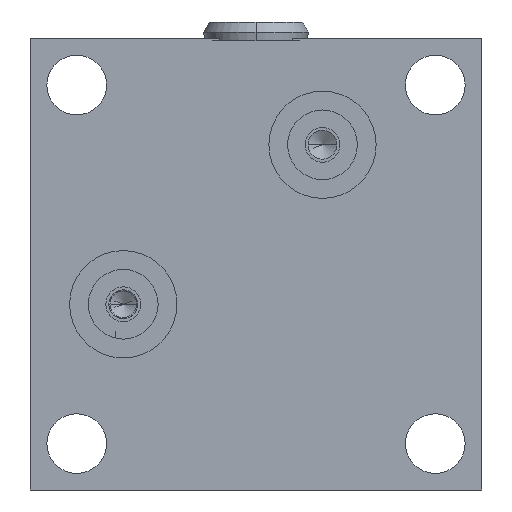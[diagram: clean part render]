
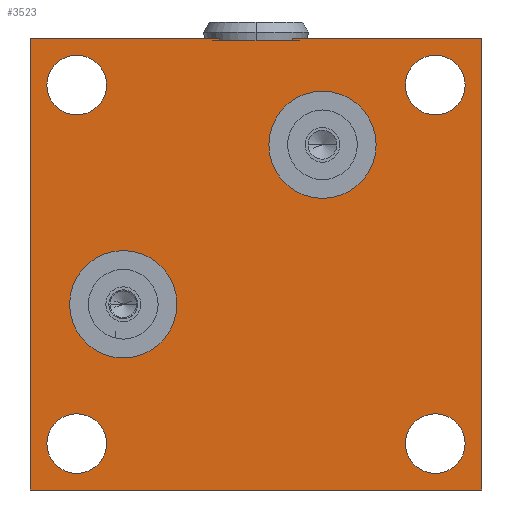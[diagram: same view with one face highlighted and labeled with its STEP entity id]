
A CAD part, front view. The second image highlights one B-rep face of the part: STEP entity #3523.
In plain terms, the highlighted planar face has unit normal (0, -1, 0).
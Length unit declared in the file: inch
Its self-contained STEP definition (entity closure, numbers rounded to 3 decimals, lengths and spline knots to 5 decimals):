
#74=DIRECTION('',(1.,0.,0.));
#75=VECTOR('',#74,2.125);
#76=CARTESIAN_POINT('',(-1.0625,-0.718,-1.0625));
#77=LINE('',#76,#75);
#268=DIRECTION('',(0.,0.,1.));
#269=VECTOR('',#268,2.125);
#270=CARTESIAN_POINT('',(1.0625,-0.718,-1.0625));
#271=LINE('',#270,#269);
#312=CARTESIAN_POINT('',(-0.844,-0.718,-0.844));
#313=DIRECTION('',(0.,1.,0.));
#314=DIRECTION('',(1.,0.,0.));
#315=AXIS2_PLACEMENT_3D('',#312,#313,#314);
#317=CARTESIAN_POINT('',(-0.844,-0.718,-0.844));
#318=DIRECTION('',(0.,1.,0.));
#319=DIRECTION('',(-1.,0.,0.));
#320=AXIS2_PLACEMENT_3D('',#317,#318,#319);
#322=CARTESIAN_POINT('',(-0.844,-0.718,0.844));
#323=DIRECTION('',(0.,1.,0.));
#324=DIRECTION('',(1.,0.,0.));
#325=AXIS2_PLACEMENT_3D('',#322,#323,#324);
#327=CARTESIAN_POINT('',(-0.844,-0.718,0.844));
#328=DIRECTION('',(0.,1.,0.));
#329=DIRECTION('',(-1.,0.,0.));
#330=AXIS2_PLACEMENT_3D('',#327,#328,#329);
#332=CARTESIAN_POINT('',(0.844,-0.718,0.844));
#333=DIRECTION('',(0.,1.,0.));
#334=DIRECTION('',(1.,0.,0.));
#335=AXIS2_PLACEMENT_3D('',#332,#333,#334);
#337=CARTESIAN_POINT('',(0.844,-0.718,0.844));
#338=DIRECTION('',(0.,1.,0.));
#339=DIRECTION('',(-1.,0.,0.));
#340=AXIS2_PLACEMENT_3D('',#337,#338,#339);
#342=CARTESIAN_POINT('',(0.844,-0.718,-0.844));
#343=DIRECTION('',(0.,1.,0.));
#344=DIRECTION('',(1.,0.,0.));
#345=AXIS2_PLACEMENT_3D('',#342,#343,#344);
#347=CARTESIAN_POINT('',(0.844,-0.718,-0.844));
#348=DIRECTION('',(0.,1.,0.));
#349=DIRECTION('',(-1.,0.,0.));
#350=AXIS2_PLACEMENT_3D('',#347,#348,#349);
#352=DIRECTION('',(-1.,0.,0.));
#353=VECTOR('',#352,0.34369);
#354=CARTESIAN_POINT('',(0.17185,-0.718,1.0525));
#355=LINE('',#354,#353);
#356=DIRECTION('',(0.,0.,1.));
#357=VECTOR('',#356,0.01);
#358=CARTESIAN_POINT('',(0.17185,-0.718,1.0525));
#359=LINE('',#358,#357);
#360=DIRECTION('',(0.,0.,1.));
#361=VECTOR('',#360,2.125);
#362=CARTESIAN_POINT('',(-1.0625,-0.718,-1.0625));
#363=LINE('',#362,#361);
#364=DIRECTION('',(0.,0.,1.));
#365=VECTOR('',#364,0.01);
#366=CARTESIAN_POINT('',(-0.17185,-0.718,1.0525));
#367=LINE('',#366,#365);
#368=CARTESIAN_POINT('',(0.313,-0.718,0.563));
#369=DIRECTION('',(0.,-1.,0.));
#370=DIRECTION('',(-1.,0.,0.));
#371=AXIS2_PLACEMENT_3D('',#368,#369,#370);
#373=CARTESIAN_POINT('',(0.313,-0.718,0.563));
#374=DIRECTION('',(0.,-1.,0.));
#375=DIRECTION('',(1.,0.,0.));
#376=AXIS2_PLACEMENT_3D('',#373,#374,#375);
#378=CARTESIAN_POINT('',(-0.625,-0.718,-0.188));
#379=DIRECTION('',(0.,-1.,0.));
#380=DIRECTION('',(-1.,0.,0.));
#381=AXIS2_PLACEMENT_3D('',#378,#379,#380);
#383=CARTESIAN_POINT('',(-0.625,-0.718,-0.188));
#384=DIRECTION('',(0.,-1.,0.));
#385=DIRECTION('',(1.,0.,0.));
#386=AXIS2_PLACEMENT_3D('',#383,#384,#385);
#662=DIRECTION('',(1.,0.,0.));
#663=VECTOR('',#662,0.89065);
#664=CARTESIAN_POINT('',(-1.0625,-0.718,1.0625));
#665=LINE('',#664,#663);
#714=DIRECTION('',(1.,0.,0.));
#715=VECTOR('',#714,0.89065);
#716=CARTESIAN_POINT('',(0.17185,-0.718,1.0625));
#717=LINE('',#716,#715);
#2917=CARTESIAN_POINT('',(-1.0625,-0.718,-1.0625));
#2918=CARTESIAN_POINT('',(1.0625,-0.718,-1.0625));
#2919=VERTEX_POINT('',#2917);
#2920=VERTEX_POINT('',#2918);
#2921=CARTESIAN_POINT('',(-1.0625,-0.718,1.0625));
#2922=VERTEX_POINT('',#2921);
#2923=CARTESIAN_POINT('',(1.0625,-0.718,1.0625));
#2924=VERTEX_POINT('',#2923);
#2929=CARTESIAN_POINT('',(-0.7035,-0.718,-0.844));
#2930=CARTESIAN_POINT('',(-0.9845,-0.718,-0.844));
#2931=VERTEX_POINT('',#2929);
#2932=VERTEX_POINT('',#2930);
#2933=CARTESIAN_POINT('',(-0.7035,-0.718,0.844));
#2934=CARTESIAN_POINT('',(-0.9845,-0.718,0.844));
#2935=VERTEX_POINT('',#2933);
#2936=VERTEX_POINT('',#2934);
#2937=CARTESIAN_POINT('',(0.9845,-0.718,0.844));
#2938=CARTESIAN_POINT('',(0.7035,-0.718,0.844));
#2939=VERTEX_POINT('',#2937);
#2940=VERTEX_POINT('',#2938);
#2941=CARTESIAN_POINT('',(0.9845,-0.718,-0.844));
#2942=CARTESIAN_POINT('',(0.7035,-0.718,-0.844));
#2943=VERTEX_POINT('',#2941);
#2944=VERTEX_POINT('',#2942);
#3049=CARTESIAN_POINT('',(0.17185,-0.718,1.0525));
#3050=CARTESIAN_POINT('',(-0.17185,-0.718,1.0525));
#3051=VERTEX_POINT('',#3049);
#3052=VERTEX_POINT('',#3050);
#3053=CARTESIAN_POINT('',(-0.17185,-0.718,1.0625));
#3054=VERTEX_POINT('',#3053);
#3055=CARTESIAN_POINT('',(0.17185,-0.718,1.0625));
#3056=VERTEX_POINT('',#3055);
#3071=CARTESIAN_POINT('',(0.0605,-0.718,0.563));
#3072=VERTEX_POINT('',#3071);
#3073=CARTESIAN_POINT('',(0.5655,-0.718,0.563));
#3074=VERTEX_POINT('',#3073);
#3103=CARTESIAN_POINT('',(-0.8775,-0.718,-0.188));
#3104=VERTEX_POINT('',#3103);
#3105=CARTESIAN_POINT('',(-0.3725,-0.718,-0.188));
#3106=VERTEX_POINT('',#3105);
#3467=CARTESIAN_POINT('',(-1.0625,-0.718,-1.0625));
#3468=DIRECTION('',(0.,-1.,0.));
#3469=DIRECTION('',(1.,0.,0.));
#3470=AXIS2_PLACEMENT_3D('',#3467,#3468,#3469);
#3471=PLANE('',#3470);
#3473=ORIENTED_EDGE('',*,*,#3472,.F.);
#3475=ORIENTED_EDGE('',*,*,#3474,.T.);
#3477=ORIENTED_EDGE('',*,*,#3476,.T.);
#3478=ORIENTED_EDGE('',*,*,#3453,.F.);
#3479=ORIENTED_EDGE('',*,*,#3339,.F.);
#3480=ORIENTED_EDGE('',*,*,#3368,.T.);
#3482=ORIENTED_EDGE('',*,*,#3481,.T.);
#3484=ORIENTED_EDGE('',*,*,#3483,.F.);
#3485=EDGE_LOOP('',(#3473,#3475,#3477,#3478,#3479,#3480,#3482,#3484));
#3486=FACE_OUTER_BOUND('',#3485,.F.);
#3488=ORIENTED_EDGE('',*,*,#3487,.F.);
#3490=ORIENTED_EDGE('',*,*,#3489,.F.);
#3491=EDGE_LOOP('',(#3488,#3490));
#3492=FACE_BOUND('',#3491,.F.);
#3494=ORIENTED_EDGE('',*,*,#3493,.F.);
#3496=ORIENTED_EDGE('',*,*,#3495,.F.);
#3497=EDGE_LOOP('',(#3494,#3496));
#3498=FACE_BOUND('',#3497,.F.);
#3500=ORIENTED_EDGE('',*,*,#3499,.F.);
#3502=ORIENTED_EDGE('',*,*,#3501,.F.);
#3503=EDGE_LOOP('',(#3500,#3502));
#3504=FACE_BOUND('',#3503,.F.);
#3506=ORIENTED_EDGE('',*,*,#3505,.F.);
#3508=ORIENTED_EDGE('',*,*,#3507,.F.);
#3509=EDGE_LOOP('',(#3506,#3508));
#3510=FACE_BOUND('',#3509,.F.);
#3512=ORIENTED_EDGE('',*,*,#3511,.T.);
#3514=ORIENTED_EDGE('',*,*,#3513,.T.);
#3515=EDGE_LOOP('',(#3512,#3514));
#3516=FACE_BOUND('',#3515,.F.);
#3518=ORIENTED_EDGE('',*,*,#3517,.T.);
#3520=ORIENTED_EDGE('',*,*,#3519,.T.);
#3521=EDGE_LOOP('',(#3518,#3520));
#3522=FACE_BOUND('',#3521,.F.);
#3523=ADVANCED_FACE('',(#3486,#3492,#3498,#3504,#3510,#3516,#3522),#3471,.T.);
#316=CIRCLE('',#315,0.1405);
#321=CIRCLE('',#320,0.1405);
#326=CIRCLE('',#325,0.1405);
#331=CIRCLE('',#330,0.1405);
#336=CIRCLE('',#335,0.1405);
#341=CIRCLE('',#340,0.1405);
#346=CIRCLE('',#345,0.1405);
#351=CIRCLE('',#350,0.1405);
#372=CIRCLE('',#371,0.2525);
#377=CIRCLE('',#376,0.2525);
#382=CIRCLE('',#381,0.2525);
#387=CIRCLE('',#386,0.2525);
#3339=EDGE_CURVE('',#2919,#2920,#77,.T.);
#3368=EDGE_CURVE('',#2919,#2922,#363,.T.);
#3453=EDGE_CURVE('',#2920,#2924,#271,.T.);
#3472=EDGE_CURVE('',#3051,#3052,#355,.T.);
#3474=EDGE_CURVE('',#3051,#3056,#359,.T.);
#3476=EDGE_CURVE('',#3056,#2924,#717,.T.);
#3481=EDGE_CURVE('',#2922,#3054,#665,.T.);
#3483=EDGE_CURVE('',#3052,#3054,#367,.T.);
#3487=EDGE_CURVE('',#2935,#2936,#326,.T.);
#3489=EDGE_CURVE('',#2936,#2935,#331,.T.);
#3493=EDGE_CURVE('',#2939,#2940,#336,.T.);
#3495=EDGE_CURVE('',#2940,#2939,#341,.T.);
#3499=EDGE_CURVE('',#2943,#2944,#346,.T.);
#3501=EDGE_CURVE('',#2944,#2943,#351,.T.);
#3505=EDGE_CURVE('',#2931,#2932,#316,.T.);
#3507=EDGE_CURVE('',#2932,#2931,#321,.T.);
#3511=EDGE_CURVE('',#3072,#3074,#372,.T.);
#3513=EDGE_CURVE('',#3074,#3072,#377,.T.);
#3517=EDGE_CURVE('',#3104,#3106,#382,.T.);
#3519=EDGE_CURVE('',#3106,#3104,#387,.T.);
